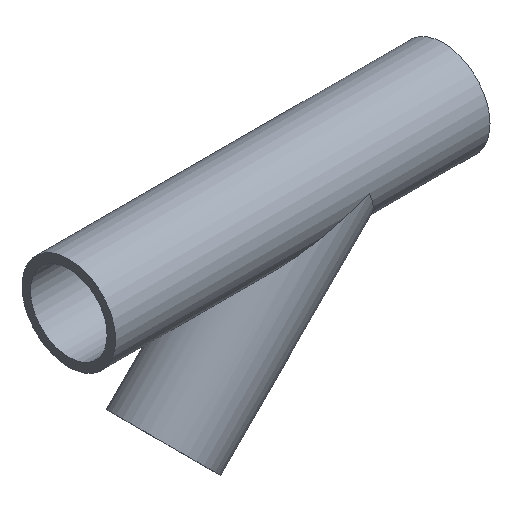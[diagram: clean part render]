
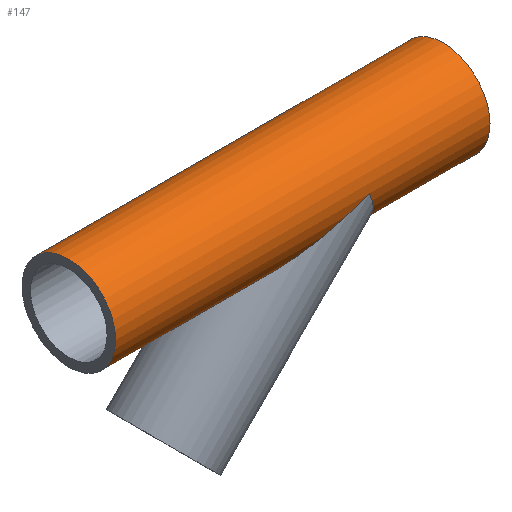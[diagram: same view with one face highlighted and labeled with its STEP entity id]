
A CAD part, isometric view. The second image highlights one B-rep face of the part: STEP entity #147.
In plain terms, the highlighted cylindrical face has radius 125 mm (diameter 250 mm), a full revolution.
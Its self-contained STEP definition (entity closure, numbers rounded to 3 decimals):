
#26=FACE_OUTER_BOUND('',#35,.T.);
#35=EDGE_LOOP('',(#126,#127,#128,#129,#130,#131,#132,#133,#134,#135));
#42=CIRCLE('',#186,125.);
#43=CIRCLE('',#188,125.);
#48=LINE('',#279,#54);
#49=LINE('',#280,#55);
#54=VECTOR('',#236,125.);
#55=VECTOR('',#237,125.);
#60=ELLIPSE('',#178,326.641,125.);
#61=ELLIPSE('',#179,135.299,125.);
#62=ELLIPSE('',#180,135.299,125.);
#63=ELLIPSE('',#181,326.641,125.);
#70=VERTEX_POINT('',#257);
#71=VERTEX_POINT('',#258);
#72=VERTEX_POINT('',#260);
#73=VERTEX_POINT('',#262);
#76=VERTEX_POINT('',#274);
#77=VERTEX_POINT('',#277);
#85=EDGE_CURVE('',#70,#71,#60,.T.);
#86=EDGE_CURVE('',#72,#70,#61,.T.);
#87=EDGE_CURVE('',#73,#72,#62,.T.);
#88=EDGE_CURVE('',#71,#73,#63,.T.);
#94=EDGE_CURVE('',#76,#76,#42,.T.);
#95=EDGE_CURVE('',#77,#77,#43,.T.);
#96=EDGE_CURVE('',#77,#71,#48,.T.);
#97=EDGE_CURVE('',#72,#76,#49,.T.);
#126=ORIENTED_EDGE('',*,*,#95,.F.);
#127=ORIENTED_EDGE('',*,*,#96,.T.);
#128=ORIENTED_EDGE('',*,*,#88,.T.);
#129=ORIENTED_EDGE('',*,*,#87,.T.);
#130=ORIENTED_EDGE('',*,*,#97,.T.);
#131=ORIENTED_EDGE('',*,*,#94,.T.);
#132=ORIENTED_EDGE('',*,*,#97,.F.);
#133=ORIENTED_EDGE('',*,*,#86,.T.);
#134=ORIENTED_EDGE('',*,*,#85,.T.);
#135=ORIENTED_EDGE('',*,*,#96,.F.);
#141=CYLINDRICAL_SURFACE('',#187,125.);
#147=ADVANCED_FACE('',(#26),#141,.T.);
#178=AXIS2_PLACEMENT_3D('',#259,#211,#212);
#179=AXIS2_PLACEMENT_3D('',#261,#213,#214);
#180=AXIS2_PLACEMENT_3D('',#263,#215,#216);
#181=AXIS2_PLACEMENT_3D('',#264,#217,#218);
#186=AXIS2_PLACEMENT_3D('',#275,#230,#231);
#187=AXIS2_PLACEMENT_3D('',#276,#232,#233);
#188=AXIS2_PLACEMENT_3D('',#278,#234,#235);
#211=DIRECTION('center_axis',(-0.383,0.,0.924));
#212=DIRECTION('ref_axis',(0.924,0.,0.383));
#213=DIRECTION('center_axis',(0.924,0.,0.383));
#214=DIRECTION('ref_axis',(0.383,0.,-0.924));
#215=DIRECTION('center_axis',(0.924,0.,0.383));
#216=DIRECTION('ref_axis',(0.383,0.,-0.924));
#217=DIRECTION('center_axis',(-0.383,0.,0.924));
#218=DIRECTION('ref_axis',(0.924,0.,0.383));
#230=DIRECTION('center_axis',(-1.,0.,0.));
#231=DIRECTION('ref_axis',(0.,0.,1.));
#232=DIRECTION('center_axis',(-1.,0.,0.));
#233=DIRECTION('ref_axis',(0.,0.,1.));
#234=DIRECTION('center_axis',(-1.,0.,0.));
#235=DIRECTION('ref_axis',(0.,0.,1.));
#236=DIRECTION('',(1.,0.,0.));
#237=DIRECTION('',(1.,0.,0.));
#257=CARTESIAN_POINT('',(178.,125.,0.));
#258=CARTESIAN_POINT('',(-123.777,0.,-125.));
#259=CARTESIAN_POINT('Origin',(178.,0.,0.));
#260=CARTESIAN_POINT('',(229.777,0.,-125.));
#261=CARTESIAN_POINT('Origin',(178.,0.,0.));
#262=CARTESIAN_POINT('',(178.,-125.,0.));
#263=CARTESIAN_POINT('Origin',(178.,0.,0.));
#264=CARTESIAN_POINT('Origin',(178.,0.,0.));
#274=CARTESIAN_POINT('',(500.,0.,-125.));
#275=CARTESIAN_POINT('Origin',(500.,0.,0.));
#276=CARTESIAN_POINT('Origin',(0.,0.,0.));
#277=CARTESIAN_POINT('',(-500.,0.,-125.));
#278=CARTESIAN_POINT('Origin',(-500.,0.,0.));
#279=CARTESIAN_POINT('',(0.,0.,-125.));
#280=CARTESIAN_POINT('',(0.,0.,-125.));
